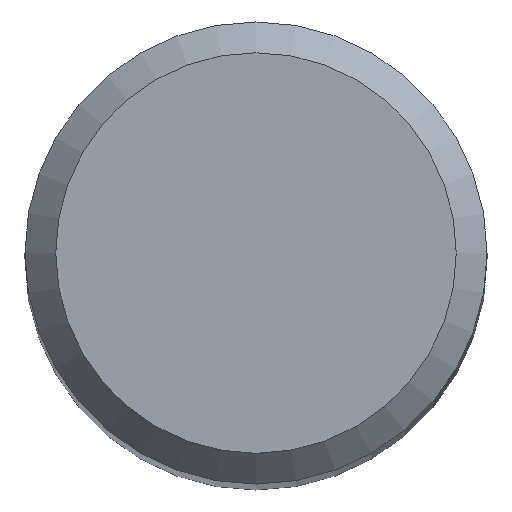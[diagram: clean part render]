
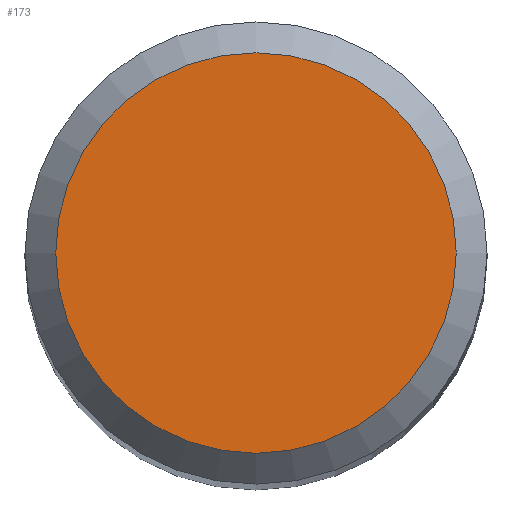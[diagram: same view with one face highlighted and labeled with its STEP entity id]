
A CAD part, top view. The second image highlights one B-rep face of the part: STEP entity #173.
In plain terms, the highlighted free-form (B-spline) face has degree [1, 1] with [2, 2] control points.
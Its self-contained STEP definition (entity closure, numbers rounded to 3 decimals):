
#173 = ADVANCED_FACE('', (#174), #185, .T.);
#174 = FACE_OUTER_BOUND('', #175, .T.);
#175 = EDGE_LOOP('', (#176));
#176 = ORIENTED_EDGE('', *, *, #177, .T.);
#177 = EDGE_CURVE('', #178, #178, #180, .T.);
#178 = VERTEX_POINT('', #179);
#179 = CARTESIAN_POINT('', (2.6, 0., 0.));
#180 = CIRCLE('', #181, 2.6);
#181 = AXIS2_PLACEMENT_3D('', #182, #183, #184);
#182 = CARTESIAN_POINT('', (0., 0., 0.));
#183 = DIRECTION('', (0., 0., 1.));
#184 = DIRECTION('', (1., 0., 0.));
#185 = B_SPLINE_SURFACE_WITH_KNOTS('', 1, 1, ((#186, #187), (#188, #189)), .UNSPECIFIED., .F., .F., .U., (2, 2), (2, 2), (-2.601, 2.601), (-2.601, 2.601), .UNSPECIFIED.);
#186 = CARTESIAN_POINT('', (2.601, 2.601, 0.));
#187 = CARTESIAN_POINT('', (2.601, -2.601, 0.));
#188 = CARTESIAN_POINT('', (-2.601, 2.601, 0.));
#189 = CARTESIAN_POINT('', (-2.601, -2.601, 0.));
